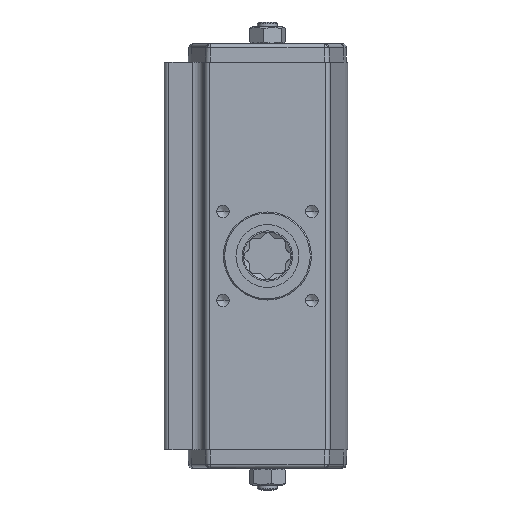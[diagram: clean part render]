
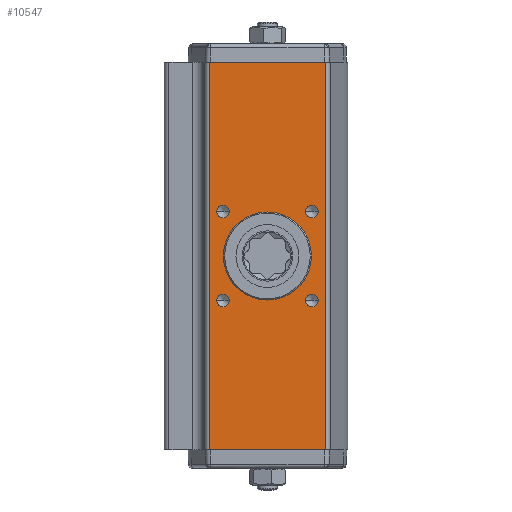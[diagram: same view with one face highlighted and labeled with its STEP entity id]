
A CAD part, front view. The second image highlights one B-rep face of the part: STEP entity #10547.
In plain terms, the highlighted planar face has unit normal (0, -1, 0).
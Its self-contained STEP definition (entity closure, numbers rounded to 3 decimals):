
#12 = CARTESIAN_POINT ( 'NONE',  ( 0., -39.2, -101.8 ) ) ;
#40 = CIRCLE ( 'NONE', #11929, 2.5 ) ;
#176 = CARTESIAN_POINT ( 'NONE',  ( 17.678, -39.2, -99.478 ) ) ;
#477 = EDGE_CURVE ( 'NONE', #17688, #15618, #5176, .T. ) ;
#492 = EDGE_LOOP ( 'NONE', ( #9314, #3315 ) ) ;
#574 = DIRECTION ( 'NONE',  ( 0., 0., -1. ) ) ;
#674 = AXIS2_PLACEMENT_3D ( 'NONE', #12708, #1194, #4087 ) ;
#786 = VERTEX_POINT ( 'NONE', #176 ) ;
#896 = EDGE_CURVE ( 'NONE', #5843, #13400, #5370, .T. ) ;
#1194 = DIRECTION ( 'NONE',  ( 0., -1., 0. ) ) ;
#1202 = VECTOR ( 'NONE', #1487, 1000. ) ;
#1377 = CARTESIAN_POINT ( 'NONE',  ( 22.938, -39.2, -161.3 ) ) ;
#1487 = DIRECTION ( 'NONE',  ( 1., 0., 0. ) ) ;
#1703 = CARTESIAN_POINT ( 'NONE',  ( 17.678, -39.2, -66.622 ) ) ;
#1966 = EDGE_LOOP ( 'NONE', ( #11842, #10094 ) ) ;
#2004 = FACE_BOUND ( 'NONE', #16106, .T. ) ;
#2221 = CARTESIAN_POINT ( 'NONE',  ( -17.678, -39.2, -66.622 ) ) ;
#2555 = DIRECTION ( 'NONE',  ( 0., 0., -1. ) ) ;
#2597 = VECTOR ( 'NONE', #7449, 1000. ) ;
#2686 = ORIENTED_EDGE ( 'NONE', *, *, #7454, .F. ) ;
#3024 = CIRCLE ( 'NONE', #12457, 2.5 ) ;
#3053 = VERTEX_POINT ( 'NONE', #13129 ) ;
#3186 = EDGE_CURVE ( 'NONE', #3053, #9946, #18412, .T. ) ;
#3198 = CARTESIAN_POINT ( 'NONE',  ( -17.678, -39.2, -101.978 ) ) ;
#3315 = ORIENTED_EDGE ( 'NONE', *, *, #896, .F. ) ;
#3328 = PLANE ( 'NONE',  #13243 ) ;
#3712 = EDGE_CURVE ( 'NONE', #15618, #13163, #13075, .T. ) ;
#4037 = CARTESIAN_POINT ( 'NONE',  ( -17.678, -39.2, -99.478 ) ) ;
#4087 = DIRECTION ( 'NONE',  ( 0., 0., -1. ) ) ;
#4550 = CARTESIAN_POINT ( 'NONE',  ( 17.678, -39.2, -101.978 ) ) ;
#4605 = CARTESIAN_POINT ( 'NONE',  ( 0., -39.2, -84.3 ) ) ;
#4631 = ORIENTED_EDGE ( 'NONE', *, *, #9870, .F. ) ;
#4713 = DIRECTION ( 'NONE',  ( 0., 0., -1. ) ) ;
#4797 = EDGE_CURVE ( 'NONE', #6593, #17688, #6707, .T. ) ;
#4867 = EDGE_CURVE ( 'NONE', #9534, #786, #18886, .T. ) ;
#4893 = VERTEX_POINT ( 'NONE', #5883 ) ;
#4959 = DIRECTION ( 'NONE',  ( 0., -1., 0. ) ) ;
#4969 = EDGE_CURVE ( 'NONE', #5846, #9615, #18663, .T. ) ;
#5090 = AXIS2_PLACEMENT_3D ( 'NONE', #12815, #15789, #11465 ) ;
#5176 = LINE ( 'NONE', #14004, #15938 ) ;
#5370 = CIRCLE ( 'NONE', #18785, 2.5 ) ;
#5719 = EDGE_CURVE ( 'NONE', #9615, #5846, #17949, .T. ) ;
#5766 = EDGE_LOOP ( 'NONE', ( #17975, #16745, #4631, #12693 ) ) ;
#5843 = VERTEX_POINT ( 'NONE', #4037 ) ;
#5846 = VERTEX_POINT ( 'NONE', #12 ) ;
#5883 = CARTESIAN_POINT ( 'NONE',  ( -17.678, -39.2, -69.122 ) ) ;
#6093 = CARTESIAN_POINT ( 'NONE',  ( -24.5, -39.2, -161.3 ) ) ;
#6187 = DIRECTION ( 'NONE',  ( 0., -1., 0. ) ) ;
#6438 = CARTESIAN_POINT ( 'NONE',  ( 22.938, -39.2, -7.3 ) ) ;
#6510 = CARTESIAN_POINT ( 'NONE',  ( 22.938, -39.2, -7.3 ) ) ;
#6535 = EDGE_LOOP ( 'NONE', ( #12811, #2686 ) ) ;
#6593 = VERTEX_POINT ( 'NONE', #1377 ) ;
#6707 = LINE ( 'NONE', #6093, #2597 ) ;
#6722 = AXIS2_PLACEMENT_3D ( 'NONE', #2221, #13839, #574 ) ;
#6830 = CARTESIAN_POINT ( 'NONE',  ( -22.938, -39.2, -7.3 ) ) ;
#6879 = AXIS2_PLACEMENT_3D ( 'NONE', #9619, #4959, #10959 ) ;
#6994 = CIRCLE ( 'NONE', #674, 2.5 ) ;
#7383 = AXIS2_PLACEMENT_3D ( 'NONE', #4550, #14773, #16261 ) ;
#7449 = DIRECTION ( 'NONE',  ( -1., 0., 0. ) ) ;
#7454 = EDGE_CURVE ( 'NONE', #9946, #3053, #40, .T. ) ;
#7483 = CARTESIAN_POINT ( 'NONE',  ( 17.678, -39.2, -66.622 ) ) ;
#7569 = CARTESIAN_POINT ( 'NONE',  ( 0., -39.2, -66.8 ) ) ;
#7593 = EDGE_LOOP ( 'NONE', ( #9702, #18072 ) ) ;
#7649 = CARTESIAN_POINT ( 'NONE',  ( -24.5, -39.2, -7.3 ) ) ;
#7972 = EDGE_CURVE ( 'NONE', #4893, #17789, #14167, .T. ) ;
#7989 = LINE ( 'NONE', #6510, #11170 ) ;
#8014 = DIRECTION ( 'NONE',  ( 0., 0., -1. ) ) ;
#8150 = CARTESIAN_POINT ( 'NONE',  ( -17.678, -39.2, -104.478 ) ) ;
#9171 = CARTESIAN_POINT ( 'NONE',  ( -17.678, -39.2, -64.122 ) ) ;
#9314 = ORIENTED_EDGE ( 'NONE', *, *, #16408, .F. ) ;
#9352 = FACE_BOUND ( 'NONE', #492, .T. ) ;
#9484 = CARTESIAN_POINT ( 'NONE',  ( -17.678, -39.2, -101.978 ) ) ;
#9534 = VERTEX_POINT ( 'NONE', #10052 ) ;
#9615 = VERTEX_POINT ( 'NONE', #7569 ) ;
#9619 = CARTESIAN_POINT ( 'NONE',  ( 0., -39.2, -84.3 ) ) ;
#9702 = ORIENTED_EDGE ( 'NONE', *, *, #7972, .F. ) ;
#9870 = EDGE_CURVE ( 'NONE', #13163, #6593, #7989, .T. ) ;
#9877 = DIRECTION ( 'NONE',  ( 0., 0., 1. ) ) ;
#9946 = VERTEX_POINT ( 'NONE', #11051 ) ;
#10052 = CARTESIAN_POINT ( 'NONE',  ( 17.678, -39.2, -104.478 ) ) ;
#10094 = ORIENTED_EDGE ( 'NONE', *, *, #5719, .F. ) ;
#10335 = AXIS2_PLACEMENT_3D ( 'NONE', #1703, #11920, #13442 ) ;
#10547 = ADVANCED_FACE ( 'NONE', ( #16901, #18071, #2004, #10711, #9352, #11618 ), #3328, .F. ) ;
#10711 = FACE_OUTER_BOUND ( 'NONE', #5766, .T. ) ;
#10959 = DIRECTION ( 'NONE',  ( 0., 0., -1. ) ) ;
#11051 = CARTESIAN_POINT ( 'NONE',  ( 17.678, -39.2, -64.122 ) ) ;
#11170 = VECTOR ( 'NONE', #13783, 1000. ) ;
#11465 = DIRECTION ( 'NONE',  ( 0., 0., -1. ) ) ;
#11606 = ORIENTED_EDGE ( 'NONE', *, *, #14205, .F. ) ;
#11618 = FACE_BOUND ( 'NONE', #6535, .T. ) ;
#11842 = ORIENTED_EDGE ( 'NONE', *, *, #4969, .F. ) ;
#11920 = DIRECTION ( 'NONE',  ( 0., -1., 0. ) ) ;
#11929 = AXIS2_PLACEMENT_3D ( 'NONE', #7483, #12054, #4713 ) ;
#12054 = DIRECTION ( 'NONE',  ( 0., -1., 0. ) ) ;
#12457 = AXIS2_PLACEMENT_3D ( 'NONE', #3198, #14190, #2555 ) ;
#12693 = ORIENTED_EDGE ( 'NONE', *, *, #3712, .F. ) ;
#12708 = CARTESIAN_POINT ( 'NONE',  ( 17.678, -39.2, -101.978 ) ) ;
#12811 = ORIENTED_EDGE ( 'NONE', *, *, #3186, .F. ) ;
#12815 = CARTESIAN_POINT ( 'NONE',  ( -17.678, -39.2, -66.622 ) ) ;
#13075 = LINE ( 'NONE', #14646, #1202 ) ;
#13129 = CARTESIAN_POINT ( 'NONE',  ( 17.678, -39.2, -69.122 ) ) ;
#13163 = VERTEX_POINT ( 'NONE', #6438 ) ;
#13243 = AXIS2_PLACEMENT_3D ( 'NONE', #7649, #14868, #16354 ) ;
#13400 = VERTEX_POINT ( 'NONE', #8150 ) ;
#13442 = DIRECTION ( 'NONE',  ( 0., 0., -1. ) ) ;
#13471 = CARTESIAN_POINT ( 'NONE',  ( -22.938, -39.2, -161.3 ) ) ;
#13783 = DIRECTION ( 'NONE',  ( 0., 0., -1. ) ) ;
#13839 = DIRECTION ( 'NONE',  ( 0., -1., 0. ) ) ;
#13847 = AXIS2_PLACEMENT_3D ( 'NONE', #4605, #6187, #16490 ) ;
#14004 = CARTESIAN_POINT ( 'NONE',  ( -22.938, -39.2, -7.3 ) ) ;
#14082 = ORIENTED_EDGE ( 'NONE', *, *, #4867, .F. ) ;
#14167 = CIRCLE ( 'NONE', #6722, 2.5 ) ;
#14190 = DIRECTION ( 'NONE',  ( 0., -1., 0. ) ) ;
#14205 = EDGE_CURVE ( 'NONE', #786, #9534, #6994, .T. ) ;
#14646 = CARTESIAN_POINT ( 'NONE',  ( -24.5, -39.2, -7.3 ) ) ;
#14773 = DIRECTION ( 'NONE',  ( 0., -1., 0. ) ) ;
#14868 = DIRECTION ( 'NONE',  ( 0., 1., 0. ) ) ;
#15072 = EDGE_CURVE ( 'NONE', #17789, #4893, #16580, .T. ) ;
#15424 = DIRECTION ( 'NONE',  ( 0., -1., 0. ) ) ;
#15618 = VERTEX_POINT ( 'NONE', #6830 ) ;
#15789 = DIRECTION ( 'NONE',  ( 0., -1., 0. ) ) ;
#15938 = VECTOR ( 'NONE', #9877, 1000. ) ;
#16106 = EDGE_LOOP ( 'NONE', ( #14082, #11606 ) ) ;
#16261 = DIRECTION ( 'NONE',  ( 0., 0., -1. ) ) ;
#16354 = DIRECTION ( 'NONE',  ( -1., 0., 0. ) ) ;
#16408 = EDGE_CURVE ( 'NONE', #13400, #5843, #3024, .T. ) ;
#16490 = DIRECTION ( 'NONE',  ( 0., 0., -1. ) ) ;
#16580 = CIRCLE ( 'NONE', #5090, 2.5 ) ;
#16745 = ORIENTED_EDGE ( 'NONE', *, *, #4797, .F. ) ;
#16901 = FACE_BOUND ( 'NONE', #1966, .T. ) ;
#17688 = VERTEX_POINT ( 'NONE', #13471 ) ;
#17789 = VERTEX_POINT ( 'NONE', #9171 ) ;
#17949 = CIRCLE ( 'NONE', #6879, 17.5 ) ;
#17975 = ORIENTED_EDGE ( 'NONE', *, *, #477, .F. ) ;
#18071 = FACE_BOUND ( 'NONE', #7593, .T. ) ;
#18072 = ORIENTED_EDGE ( 'NONE', *, *, #15072, .F. ) ;
#18412 = CIRCLE ( 'NONE', #10335, 2.5 ) ;
#18663 = CIRCLE ( 'NONE', #13847, 17.5 ) ;
#18785 = AXIS2_PLACEMENT_3D ( 'NONE', #9484, #15424, #8014 ) ;
#18886 = CIRCLE ( 'NONE', #7383, 2.5 ) ;
